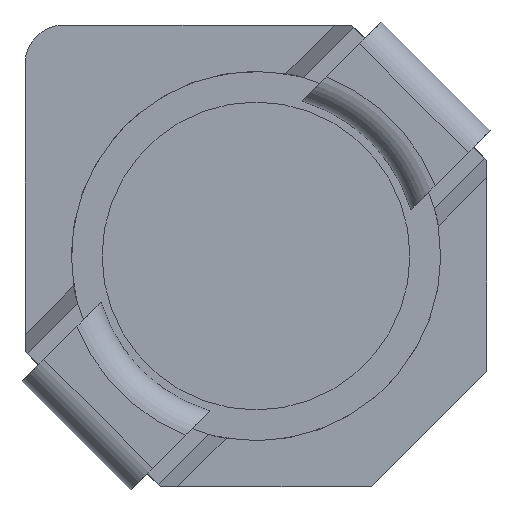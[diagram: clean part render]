
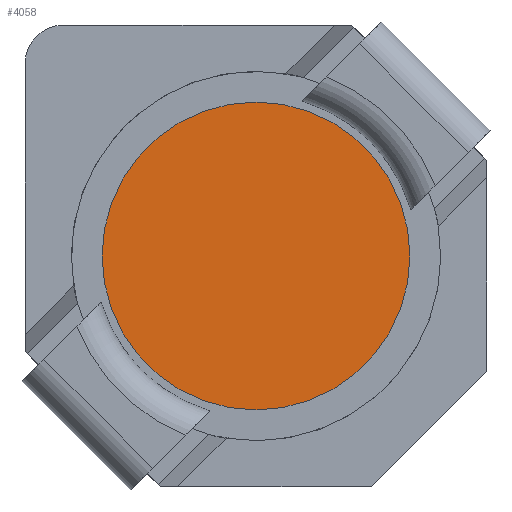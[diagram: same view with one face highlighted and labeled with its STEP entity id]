
A CAD part, front view. The second image highlights one B-rep face of the part: STEP entity #4058.
In plain terms, the highlighted planar face has unit normal (0, -1, 0).
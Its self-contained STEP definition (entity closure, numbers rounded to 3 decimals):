
#49=CIRCLE('',#4240,1.);
#557=FACE_OUTER_BOUND('',#786,.T.);
#786=EDGE_LOOP('',(#3374));
#1820=VERTEX_POINT('',#7145);
#2352=EDGE_CURVE('',#1820,#1820,#49,.T.);
#3374=ORIENTED_EDGE('',*,*,#2352,.T.);
#3694=PLANE('',#4241);
#4058=ADVANCED_FACE('',(#557),#3694,.T.);
#4240=AXIS2_PLACEMENT_3D('',#7146,#4750,#4751);
#4241=AXIS2_PLACEMENT_3D('',#7147,#4752,#4753);
#4750=DIRECTION('center_axis',(0.,-1.,0.));
#4751=DIRECTION('ref_axis',(1.,0.,0.));
#4752=DIRECTION('center_axis',(0.,-1.,0.));
#4753=DIRECTION('ref_axis',(0.,0.,-1.));
#7145=CARTESIAN_POINT('',(1.,0.,0.));
#7146=CARTESIAN_POINT('Origin',(0.,0.,
0.));
#7147=CARTESIAN_POINT('Origin',(0.,0.,0.));
